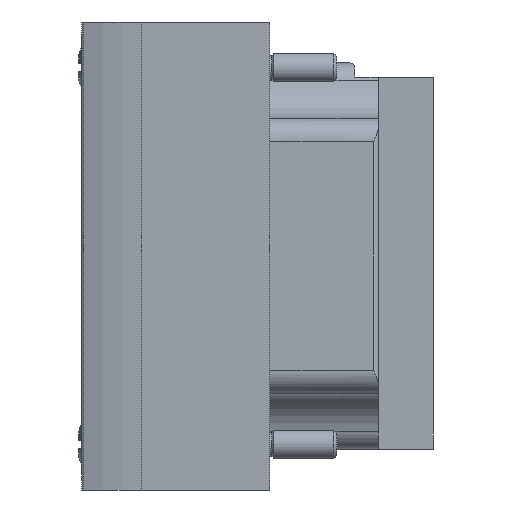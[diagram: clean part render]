
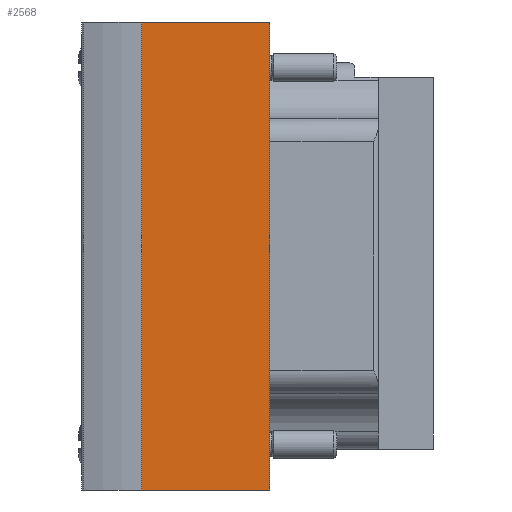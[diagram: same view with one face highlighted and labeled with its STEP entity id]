
A CAD part, left-side view. The second image highlights one B-rep face of the part: STEP entity #2568.
In plain terms, the highlighted planar face has unit normal (-1, 0, 0).
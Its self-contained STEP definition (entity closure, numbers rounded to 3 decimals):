
#172=LINE('',#3968,#359);
#174=LINE('',#3974,#361);
#175=LINE('',#3976,#362);
#176=LINE('',#3978,#363);
#359=VECTOR('',#3133,1000.);
#361=VECTOR('',#3139,1000.);
#362=VECTOR('',#3140,1000.);
#363=VECTOR('',#3141,1000.);
#561=ORIENTED_EDGE('',*,*,#1279,.T.);
#562=ORIENTED_EDGE('',*,*,#1280,.F.);
#563=ORIENTED_EDGE('',*,*,#1281,.F.);
#564=ORIENTED_EDGE('',*,*,#1276,.T.);
#1276=EDGE_CURVE('',#1636,#1635,#172,.T.);
#1279=EDGE_CURVE('',#1635,#1638,#174,.T.);
#1280=EDGE_CURVE('',#1639,#1638,#175,.T.);
#1281=EDGE_CURVE('',#1636,#1639,#176,.T.);
#1635=VERTEX_POINT('',#3967);
#1636=VERTEX_POINT('',#3969);
#1638=VERTEX_POINT('',#3975);
#1639=VERTEX_POINT('',#3977);
#2020=EDGE_LOOP('',(#561,#562,#563,#564));
#2255=FACE_BOUND('',#2020,.T.);
#2488=PLANE('',#2788);
#2568=ADVANCED_FACE('',(#2255),#2488,.F.);
#2788=AXIS2_PLACEMENT_3D('',#3973,#3137,#3138);
#3133=DIRECTION('',(0.,0.,-1.));
#3137=DIRECTION('',(1.,0.,0.));
#3138=DIRECTION('',(0.,0.,-1.));
#3139=DIRECTION('',(0.,-1.,0.));
#3140=DIRECTION('',(0.,0.,-1.));
#3141=DIRECTION('',(0.,-1.,0.));
#3967=CARTESIAN_POINT('',(-53.65,13.6,-24.85));
#3968=CARTESIAN_POINT('',(-53.65,13.6,24.85));
#3969=CARTESIAN_POINT('',(-53.65,13.6,24.85));
#3973=CARTESIAN_POINT('',(-53.65,13.6,24.85));
#3974=CARTESIAN_POINT('',(-53.65,13.6,-24.85));
#3975=CARTESIAN_POINT('',(-53.65,0.,-24.85));
#3976=CARTESIAN_POINT('',(-53.65,0.,24.85));
#3977=CARTESIAN_POINT('',(-53.65,0.,24.85));
#3978=CARTESIAN_POINT('',(-53.65,13.6,24.85));
